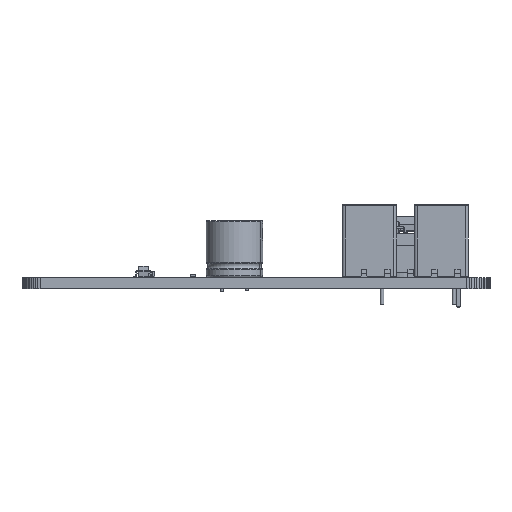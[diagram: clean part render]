
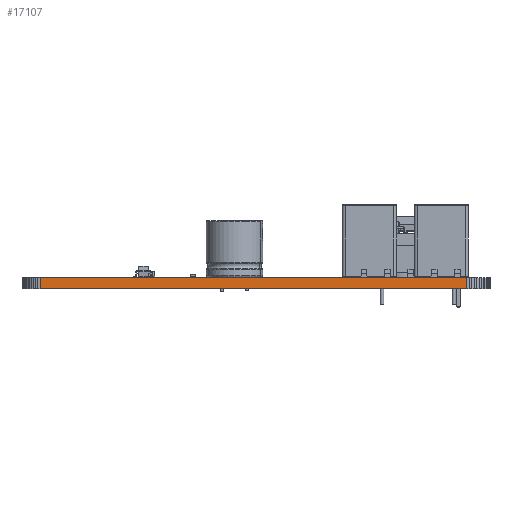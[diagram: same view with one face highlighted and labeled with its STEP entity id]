
A CAD part, left-side view. The second image highlights one B-rep face of the part: STEP entity #17107.
In plain terms, the highlighted planar face has unit normal (-1, 0, 0).
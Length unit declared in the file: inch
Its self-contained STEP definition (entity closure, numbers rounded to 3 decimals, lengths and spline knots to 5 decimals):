
#2074=FACE_OUTER_BOUND('',#3204,.T.);
#3204=EDGE_LOOP('',(#14547,#14548,#14549,#14550));
#4808=LINE('',#28479,#6510);
#4837=LINE('',#28751,#6539);
#4905=LINE('',#29100,#6607);
#4907=LINE('',#29104,#6609);
#6510=VECTOR('',#22482,0.03937);
#6539=VECTOR('',#22727,0.03937);
#6607=VECTOR('',#23063,0.03937);
#6609=VECTOR('',#23069,0.03937);
#7924=VERTEX_POINT('',#28476);
#7925=VERTEX_POINT('',#28478);
#8059=VERTEX_POINT('',#28748);
#8060=VERTEX_POINT('',#28750);
#10054=EDGE_CURVE('',#7924,#7925,#4808,.T.);
#10190=EDGE_CURVE('',#8060,#8059,#4837,.T.);
#10365=EDGE_CURVE('',#7925,#8059,#4905,.T.);
#10367=EDGE_CURVE('',#7924,#8060,#4907,.T.);
#14547=ORIENTED_EDGE('',*,*,#10367,.T.);
#14548=ORIENTED_EDGE('',*,*,#10190,.T.);
#14549=ORIENTED_EDGE('',*,*,#10365,.F.);
#14550=ORIENTED_EDGE('',*,*,#10054,.F.);
#15641=PLANE('',#18672);
#17107=ADVANCED_FACE('',(#2074),#15641,.T.);
#18672=AXIS2_PLACEMENT_3D('',#29103,#23067,#23068);
#22482=DIRECTION('',(0.,1.,0.));
#22727=DIRECTION('',(0.,1.,0.));
#23063=DIRECTION('',(0.,0.,1.));
#23067=DIRECTION('center_axis',(-1.,0.,0.));
#23068=DIRECTION('ref_axis',(0.,1.,0.));
#23069=DIRECTION('',(0.,0.,1.));
#28476=CARTESIAN_POINT('',(4.6,-3.87,0.));
#28478=CARTESIAN_POINT('',(4.6,-1.5,0.));
#28479=CARTESIAN_POINT('',(4.6,-3.87,0.));
#28748=CARTESIAN_POINT('',(4.6,-1.5,0.06299));
#28750=CARTESIAN_POINT('',(4.6,-3.87,0.06299));
#28751=CARTESIAN_POINT('',(4.6,-3.87,0.06299));
#29100=CARTESIAN_POINT('',(4.6,-1.5,0.));
#29103=CARTESIAN_POINT('Origin',(4.6,-3.87,0.));
#29104=CARTESIAN_POINT('',(4.6,-3.87,0.));
